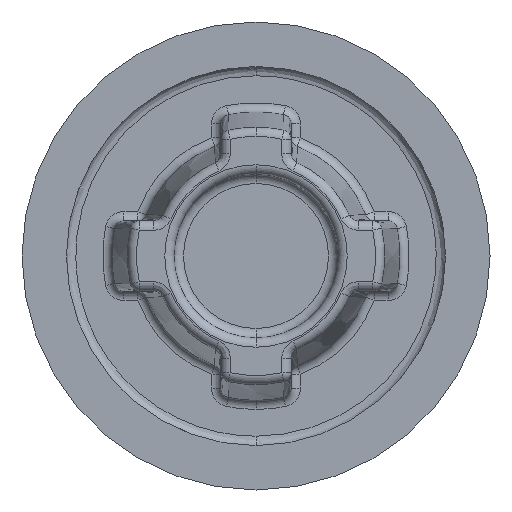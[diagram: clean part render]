
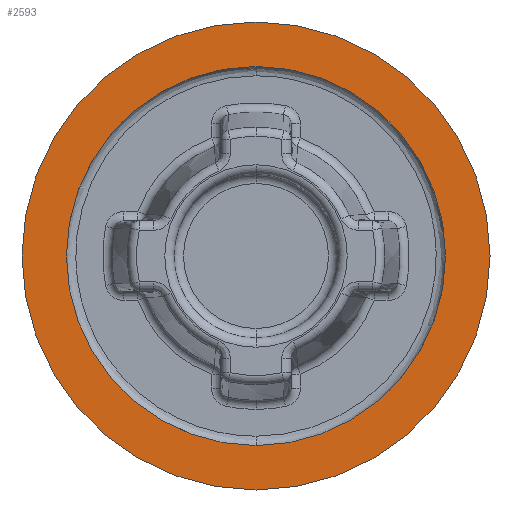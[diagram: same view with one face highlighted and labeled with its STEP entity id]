
A CAD part, front view. The second image highlights one B-rep face of the part: STEP entity #2593.
In plain terms, the highlighted planar face has unit normal (0, -1, 0).
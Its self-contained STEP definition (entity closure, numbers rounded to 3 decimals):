
#24 = AXIS2_PLACEMENT_3D ( 'NONE', #558, #2976, #1242 ) ;
#39 = ORIENTED_EDGE ( 'NONE', *, *, #3892, .F. ) ;
#359 = CARTESIAN_POINT ( 'NONE',  ( 0., 5., 0. ) ) ;
#421 = ORIENTED_EDGE ( 'NONE', *, *, #482, .F. ) ;
#472 = ORIENTED_EDGE ( 'NONE', *, *, #3886, .F. ) ;
#482 = EDGE_CURVE ( 'NONE', #4251, #1452, #1771, .T. ) ;
#506 = CARTESIAN_POINT ( 'NONE',  ( 0., 5., -4.05 ) ) ;
#558 = CARTESIAN_POINT ( 'NONE',  ( 0., 5., 0. ) ) ;
#560 = PLANE ( 'NONE',  #2585 ) ;
#696 = DIRECTION ( 'NONE',  ( 0., 1., 0. ) ) ;
#908 = FACE_BOUND ( 'NONE', #1695, .T. ) ;
#1007 = AXIS2_PLACEMENT_3D ( 'NONE', #359, #3164, #1107 ) ;
#1025 = CARTESIAN_POINT ( 'NONE',  ( 0., 5., 0. ) ) ;
#1066 = DIRECTION ( 'NONE',  ( 0., 1., 0. ) ) ;
#1086 = DIRECTION ( 'NONE',  ( 0., 0., 1. ) ) ;
#1107 = DIRECTION ( 'NONE',  ( 0., 0., -1. ) ) ;
#1242 = DIRECTION ( 'NONE',  ( 0., 0., -1. ) ) ;
#1452 = VERTEX_POINT ( 'NONE', #1937 ) ;
#1605 = VERTEX_POINT ( 'NONE', #3573 ) ;
#1695 = EDGE_LOOP ( 'NONE', ( #421, #39 ) ) ;
#1765 = DIRECTION ( 'NONE',  ( 0., 0., 1. ) ) ;
#1771 = CIRCLE ( 'NONE', #24, 4.05 ) ;
#1937 = CARTESIAN_POINT ( 'NONE',  ( 0., 5., 4.05 ) ) ;
#1972 = DIRECTION ( 'NONE',  ( 0., 0., 1. ) ) ;
#2288 = FACE_OUTER_BOUND ( 'NONE', #3808, .T. ) ;
#2585 = AXIS2_PLACEMENT_3D ( 'NONE', #2997, #4407, #1972 ) ;
#2593 = ADVANCED_FACE ( 'NONE', ( #908, #2288 ), #560, .F. ) ;
#2700 = EDGE_CURVE ( 'NONE', #3360, #1605, #3843, .T. ) ;
#2820 = AXIS2_PLACEMENT_3D ( 'NONE', #3858, #1066, #1765 ) ;
#2894 = CIRCLE ( 'NONE', #1007, 4.05 ) ;
#2960 = CIRCLE ( 'NONE', #2820, 5. ) ;
#2970 = ORIENTED_EDGE ( 'NONE', *, *, #2700, .F. ) ;
#2976 = DIRECTION ( 'NONE',  ( 0., -1., 0. ) ) ;
#2997 = CARTESIAN_POINT ( 'NONE',  ( -2.5, 5., 0. ) ) ;
#3164 = DIRECTION ( 'NONE',  ( 0., -1., 0. ) ) ;
#3360 = VERTEX_POINT ( 'NONE', #3519 ) ;
#3519 = CARTESIAN_POINT ( 'NONE',  ( 0., 5., -5. ) ) ;
#3573 = CARTESIAN_POINT ( 'NONE',  ( 0., 5., 5. ) ) ;
#3808 = EDGE_LOOP ( 'NONE', ( #472, #2970 ) ) ;
#3843 = CIRCLE ( 'NONE', #4510, 5. ) ;
#3858 = CARTESIAN_POINT ( 'NONE',  ( 0., 5., 0. ) ) ;
#3886 = EDGE_CURVE ( 'NONE', #1605, #3360, #2960, .T. ) ;
#3892 = EDGE_CURVE ( 'NONE', #1452, #4251, #2894, .T. ) ;
#4251 = VERTEX_POINT ( 'NONE', #506 ) ;
#4407 = DIRECTION ( 'NONE',  ( 0., 1., 0. ) ) ;
#4510 = AXIS2_PLACEMENT_3D ( 'NONE', #1025, #696, #1086 ) ;
